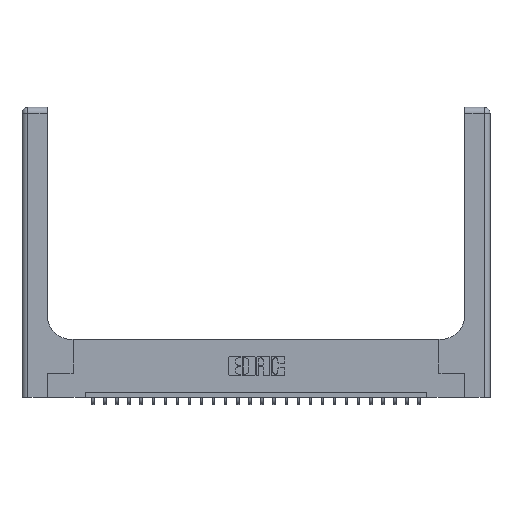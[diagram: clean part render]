
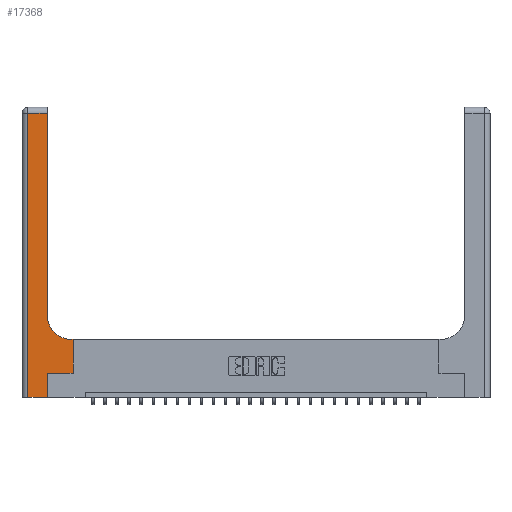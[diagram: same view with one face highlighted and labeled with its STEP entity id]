
A CAD part, top view. The second image highlights one B-rep face of the part: STEP entity #17368.
In plain terms, the highlighted planar face has unit normal (0, 0, 1).
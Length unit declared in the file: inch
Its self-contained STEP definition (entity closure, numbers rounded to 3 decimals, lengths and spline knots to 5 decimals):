
#62 = EDGE_CURVE ( 'NONE', #4140, #5628, #6191, .T. ) ;
#277 = VECTOR ( 'NONE', #10331, 39.37008 ) ;
#710 = DIRECTION ( 'NONE',  ( 0., -1., 0. ) ) ;
#1217 = DIRECTION ( 'NONE',  ( 0., 0., -1. ) ) ;
#1236 = AXIS2_PLACEMENT_3D ( 'NONE', #12435, #1217, #16609 ) ;
#1316 = LINE ( 'NONE', #21700, #17412 ) ;
#1984 = VECTOR ( 'NONE', #16312, 39.37008 ) ;
#2128 = EDGE_CURVE ( 'NONE', #8298, #3210, #12139, .T. ) ;
#2622 = CARTESIAN_POINT ( 'NONE',  ( 0.26, 0.6, 0.37 ) ) ;
#2799 = VERTEX_POINT ( 'NONE', #15022 ) ;
#2808 = DIRECTION ( 'NONE',  ( 0., 0., -1. ) ) ;
#3210 = VERTEX_POINT ( 'NONE', #8955 ) ;
#3494 = CARTESIAN_POINT ( 'NONE',  ( 0.265, 0.25, 0.37 ) ) ;
#3554 = CARTESIAN_POINT ( 'NONE',  ( 0.528, 0.25, 0.37 ) ) ;
#3790 = ORIENTED_EDGE ( 'NONE', *, *, #11190, .T. ) ;
#4140 = VERTEX_POINT ( 'NONE', #15506 ) ;
#5628 = VERTEX_POINT ( 'NONE', #22577 ) ;
#5904 = EDGE_CURVE ( 'NONE', #8385, #24964, #23686, .T. ) ;
#6191 = LINE ( 'NONE', #3554, #10535 ) ;
#6932 = ORIENTED_EDGE ( 'NONE', *, *, #2128, .T. ) ;
#7314 = ORIENTED_EDGE ( 'NONE', *, *, #9215, .T. ) ;
#7492 = CARTESIAN_POINT ( 'NONE',  ( 0.26, 0.85, 0.37 ) ) ;
#7770 = ORIENTED_EDGE ( 'NONE', *, *, #18920, .T. ) ;
#7827 = VERTEX_POINT ( 'NONE', #16237 ) ;
#8298 = VERTEX_POINT ( 'NONE', #23540 ) ;
#8385 = VERTEX_POINT ( 'NONE', #14314 ) ;
#8648 = EDGE_CURVE ( 'NONE', #24964, #8298, #11885, .T. ) ;
#8955 = CARTESIAN_POINT ( 'NONE',  ( 0.265, 0.25, 0.37 ) ) ;
#9215 = EDGE_CURVE ( 'NONE', #3210, #4140, #11187, .T. ) ;
#9300 = ORIENTED_EDGE ( 'NONE', *, *, #15594, .T. ) ;
#10331 = DIRECTION ( 'NONE',  ( -1., 0., 0. ) ) ;
#10535 = VECTOR ( 'NONE', #11950, 39.37008 ) ;
#10808 = FACE_OUTER_BOUND ( 'NONE', #20924, .T. ) ;
#10950 = EDGE_CURVE ( 'NONE', #5628, #2799, #14735, .T. ) ;
#11187 = LINE ( 'NONE', #3494, #21204 ) ;
#11190 = EDGE_CURVE ( 'NONE', #2799, #14102, #24888, .T. ) ;
#11192 = VECTOR ( 'NONE', #710, 39.37008 ) ;
#11885 = LINE ( 'NONE', #15798, #15123 ) ;
#11950 = DIRECTION ( 'NONE',  ( 0., 1., 0. ) ) ;
#12139 = LINE ( 'NONE', #12509, #1984 ) ;
#12435 = CARTESIAN_POINT ( 'NONE',  ( 0., 3., 0.37 ) ) ;
#12509 = CARTESIAN_POINT ( 'NONE',  ( 0.265, 0., 0.37 ) ) ;
#12767 = AXIS2_PLACEMENT_3D ( 'NONE', #13930, #2808, #18209 ) ;
#13873 = LINE ( 'NONE', #15882, #23764 ) ;
#13930 = CARTESIAN_POINT ( 'NONE',  ( 0.51, 0.85, 0.37 ) ) ;
#14002 = DIRECTION ( 'NONE',  ( -1., 0., 0. ) ) ;
#14102 = VERTEX_POINT ( 'NONE', #7492 ) ;
#14103 = DIRECTION ( 'NONE',  ( 0., 1., 0. ) ) ;
#14314 = CARTESIAN_POINT ( 'NONE',  ( 0.06, 2.94, 0.37 ) ) ;
#14735 = LINE ( 'NONE', #2622, #277 ) ;
#14856 = PLANE ( 'NONE',  #1236 ) ;
#15022 = CARTESIAN_POINT ( 'NONE',  ( 0.51, 0.6, 0.37 ) ) ;
#15123 = VECTOR ( 'NONE', #23512, 39.37008 ) ;
#15506 = CARTESIAN_POINT ( 'NONE',  ( 0.528, 0.25, 0.37 ) ) ;
#15594 = EDGE_CURVE ( 'NONE', #7827, #8385, #13873, .T. ) ;
#15798 = CARTESIAN_POINT ( 'NONE',  ( 0., 0., 0.37 ) ) ;
#15882 = CARTESIAN_POINT ( 'NONE',  ( 0., 2.94, 0.37 ) ) ;
#16237 = CARTESIAN_POINT ( 'NONE',  ( 0.26, 2.94, 0.37 ) ) ;
#16312 = DIRECTION ( 'NONE',  ( 0., 1., 0. ) ) ;
#16609 = DIRECTION ( 'NONE',  ( -1., 0., 0. ) ) ;
#17368 = ADVANCED_FACE ( 'NONE', ( #10808 ), #14856, .F. ) ;
#17412 = VECTOR ( 'NONE', #14103, 39.37008 ) ;
#18134 = ORIENTED_EDGE ( 'NONE', *, *, #5904, .T. ) ;
#18209 = DIRECTION ( 'NONE',  ( 1., 0., 0. ) ) ;
#18908 = DIRECTION ( 'NONE',  ( 1., 0., 0. ) ) ;
#18920 = EDGE_CURVE ( 'NONE', #14102, #7827, #1316, .T. ) ;
#19672 = ORIENTED_EDGE ( 'NONE', *, *, #62, .T. ) ;
#20924 = EDGE_LOOP ( 'NONE', ( #7770, #9300, #18134, #22261, #6932, #7314, #19672, #24399, #3790 ) ) ;
#21204 = VECTOR ( 'NONE', #18908, 39.37008 ) ;
#21700 = CARTESIAN_POINT ( 'NONE',  ( 0.26, 3., 0.37 ) ) ;
#21796 = CARTESIAN_POINT ( 'NONE',  ( 0.06, 3., 0.37 ) ) ;
#22261 = ORIENTED_EDGE ( 'NONE', *, *, #8648, .T. ) ;
#22577 = CARTESIAN_POINT ( 'NONE',  ( 0.528, 0.6, 0.37 ) ) ;
#23478 = CARTESIAN_POINT ( 'NONE',  ( 0.06, 0., 0.37 ) ) ;
#23512 = DIRECTION ( 'NONE',  ( 1., 0., 0. ) ) ;
#23540 = CARTESIAN_POINT ( 'NONE',  ( 0.265, 0., 0.37 ) ) ;
#23686 = LINE ( 'NONE', #21796, #11192 ) ;
#23764 = VECTOR ( 'NONE', #14002, 39.37008 ) ;
#24399 = ORIENTED_EDGE ( 'NONE', *, *, #10950, .T. ) ;
#24888 = CIRCLE ( 'NONE', #12767, 0.25 ) ;
#24964 = VERTEX_POINT ( 'NONE', #23478 ) ;
